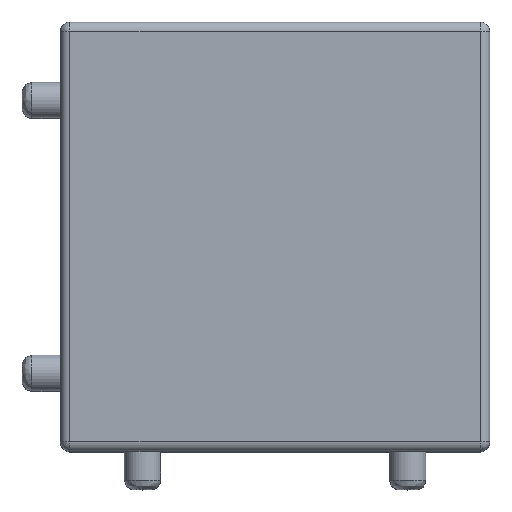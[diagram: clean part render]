
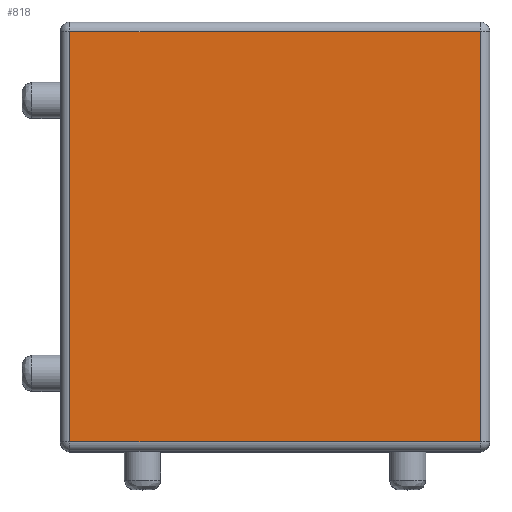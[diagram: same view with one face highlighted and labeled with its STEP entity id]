
A CAD part, top view. The second image highlights one B-rep face of the part: STEP entity #818.
In plain terms, the highlighted planar face has unit normal (0, 0, 1).
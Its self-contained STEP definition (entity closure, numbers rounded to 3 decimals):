
#123=CARTESIAN_POINT('',(-44.0,44.0,45.0));
#124=VERTEX_POINT('',#123);
#147=CARTESIAN_POINT('',(-1.,44.0,45.0));
#148=VERTEX_POINT('',#147);
#184=CARTESIAN_POINT('',(-44.0,1.0,45.0));
#185=VERTEX_POINT('',#184);
#319=CARTESIAN_POINT('',(-1.,1.0,45.0));
#320=VERTEX_POINT('',#319);
#355=CARTESIAN_POINT('',(-1.0,1.0,45.0));
#356=DIRECTION('',(-1.0,0.0,0.0));
#357=VECTOR('',#356,43.0);
#358=LINE('',#355,#357);
#359=EDGE_CURVE('',#320,#185,#358,.T.);
#567=CARTESIAN_POINT('',(-1.,44.0,45.0));
#568=DIRECTION('',(0.0,-1.0,0.0));
#569=VECTOR('',#568,43.0);
#570=LINE('',#567,#569);
#571=EDGE_CURVE('',#148,#320,#570,.T.);
#662=CARTESIAN_POINT('',(-44.0,1.0,45.0));
#663=DIRECTION('',(0.0,1.0,0.0));
#664=VECTOR('',#663,43.0);
#665=LINE('',#662,#664);
#666=EDGE_CURVE('',#185,#124,#665,.T.);
#684=CARTESIAN_POINT('',(-44.0,44.0,45.0));
#685=DIRECTION('',(1.0,0.0,0.0));
#686=VECTOR('',#685,43.0);
#687=LINE('',#684,#686);
#688=EDGE_CURVE('',#124,#148,#687,.T.);
#807=CARTESIAN_POINT('',(-45.0,0.0,45.0));
#808=DIRECTION('',(0.0,0.0,1.0));
#809=DIRECTION('',(1.0,0.0,0.0));
#810=AXIS2_PLACEMENT_3D('',#807,#808,#809);
#811=PLANE('',#810);
#812=ORIENTED_EDGE('',*,*,#359,.F.);
#813=ORIENTED_EDGE('',*,*,#571,.F.);
#814=ORIENTED_EDGE('',*,*,#688,.F.);
#815=ORIENTED_EDGE('',*,*,#666,.F.);
#816=EDGE_LOOP('',(#812,#813,#814,#815));
#817=FACE_OUTER_BOUND('',#816,.T.);
#818=ADVANCED_FACE('',(#817),#811,.T.);
